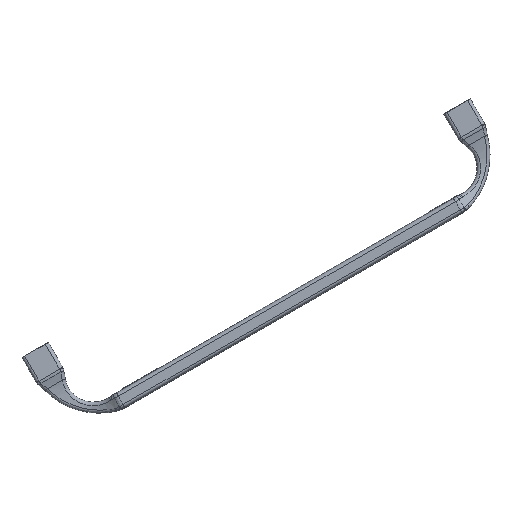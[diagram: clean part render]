
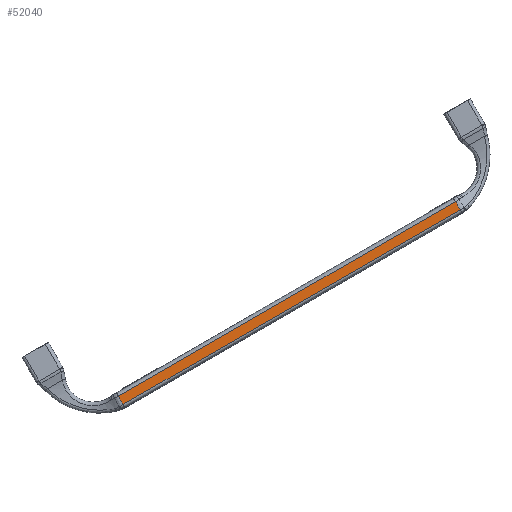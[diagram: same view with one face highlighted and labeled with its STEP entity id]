
A CAD part, front view. The second image highlights one B-rep face of the part: STEP entity #52040.
In plain terms, the highlighted planar face has unit normal (0, -1, 0).
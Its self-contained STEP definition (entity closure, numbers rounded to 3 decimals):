
#960=CARTESIAN_POINT('',(-7.416,-7.5,
-15.034));
#970=VERTEX_POINT('',#960);
#1150=CARTESIAN_POINT('',(-118.289,-7.5,
-79.047));
#1160=VERTEX_POINT('',#1150);
#1190=CARTESIAN_POINT('',(-62.852,-7.5,
-47.04));
#1200=DIRECTION('',(-0.866,0.,-0.5));
#1210=VECTOR('',#1200,1.);
#1220=LINE('',#1190,#1210);
#1230=EDGE_CURVE('',#970,#1160,#1220,.T.);
#51720=CARTESIAN_POINT('',(-120.314,-7.5,
-43.958));
#51730=DIRECTION('',(-0.,-1.,-0.));
#51740=DIRECTION('',(-1.,0.,0.));
#51750=AXIS2_PLACEMENT_3D('',#51720,#51730,#51740);
#51760=PLANE('',#51750);
#51770=CARTESIAN_POINT('',(319.388,-7.5,
149.835));
#51780=DIRECTION('',(0.,-1.,0.));
#51790=DIRECTION('',(-1.,0.,0.));
#51800=AXIS2_PLACEMENT_3D('',#51770,#51780,#51790);
#51810=CIRCLE('',#51800,493.912);
#51820=CARTESIAN_POINT('',(-119.745,-7.5,
-76.241));
#51830=VERTEX_POINT('',#51820);
#51840=EDGE_CURVE('',#51830,#1160,#51810,.T.);
#51850=ORIENTED_EDGE('',*,*,#51840,.T.);
#51860=CARTESIAN_POINT('',(-119.745,-7.5,
-76.241));
#51870=DIRECTION('',(0.866,0.,0.5));
#51880=VECTOR('',#51870,1.);
#51890=LINE('',#51860,#51880);
#51900=CARTESIAN_POINT('',(-9.118,-7.5,
-12.37));
#51910=VERTEX_POINT('',#51900);
#51920=EDGE_CURVE('',#51830,#51910,#51890,.T.);
#51930=ORIENTED_EDGE('',*,*,#51920,.F.);
#51940=CARTESIAN_POINT('',(-424.472,-7.5,
-279.633));
#51950=DIRECTION('',(0.,1.,0.));
#51960=DIRECTION('',(0.5,0.,0.866));
#51970=AXIS2_PLACEMENT_3D('',#51940,#51950,#51960);
#51980=CIRCLE('',#51970,493.912);
#51990=EDGE_CURVE('',#51910,#970,#51980,.T.);
#52000=ORIENTED_EDGE('',*,*,#51990,.F.);
#52010=ORIENTED_EDGE('',*,*,#1230,.F.);
#52020=EDGE_LOOP('',(#52010,#52000,#51930,#51850));
#52030=FACE_OUTER_BOUND('',#52020,.T.);
#52040=ADVANCED_FACE('',(#52030),#51760,.T.);
